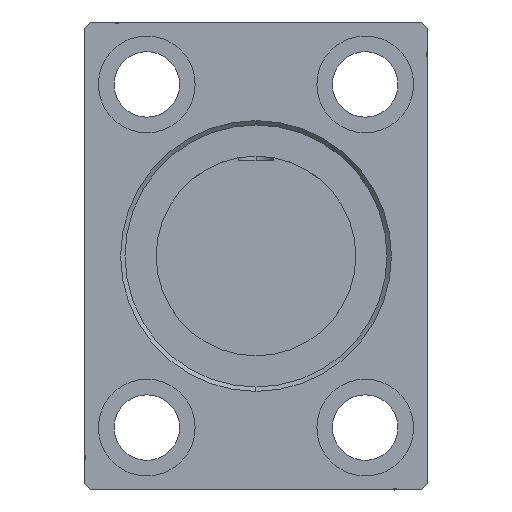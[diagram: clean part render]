
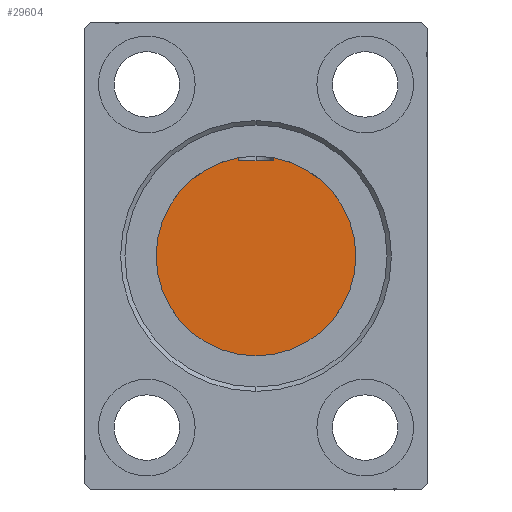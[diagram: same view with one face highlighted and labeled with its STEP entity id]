
A CAD part, left-side view. The second image highlights one B-rep face of the part: STEP entity #29604.
In plain terms, the highlighted planar face has unit normal (-1, 0, 0).
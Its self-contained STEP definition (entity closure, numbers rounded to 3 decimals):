
#251 = CARTESIAN_POINT ( 'NONE',  ( 151.2, 2.743, 15.24 ) ) ;
#1339 = DIRECTION ( 'NONE',  ( 0., 0., 1. ) ) ;
#2920 = DIRECTION ( 'NONE',  ( 0., 1., 0. ) ) ;
#3099 = VECTOR ( 'NONE', #20974, 1000. ) ;
#4608 = CARTESIAN_POINT ( 'NONE',  ( 151.2, -2.743, 15.24 ) ) ;
#5129 = EDGE_CURVE ( 'NONE', #28133, #34637, #7994, .T. ) ;
#6196 = ORIENTED_EDGE ( 'NONE', *, *, #22361, .T. ) ;
#6388 = VERTEX_POINT ( 'NONE', #25424 ) ;
#7447 = AXIS2_PLACEMENT_3D ( 'NONE', #42295, #23546, #36476 ) ;
#7929 = CARTESIAN_POINT ( 'NONE',  ( 151.2, 2.743, 15.763 ) ) ;
#7994 = CIRCLE ( 'NONE', #32067, 16. ) ;
#8726 = CIRCLE ( 'NONE', #7447, 16. ) ;
#11225 = PLANE ( 'NONE',  #33457 ) ;
#11650 = ORIENTED_EDGE ( 'NONE', *, *, #5129, .T. ) ;
#11694 = EDGE_CURVE ( 'NONE', #17092, #28133, #8726, .T. ) ;
#13419 = DIRECTION ( 'NONE',  ( 0., 0., -1. ) ) ;
#14287 = CARTESIAN_POINT ( 'NONE',  ( 151.2, 0., 0. ) ) ;
#17092 = VERTEX_POINT ( 'NONE', #7929 ) ;
#18141 = DIRECTION ( 'NONE',  ( -1., 0., 0. ) ) ;
#20974 = DIRECTION ( 'NONE',  ( 0., 0., 1. ) ) ;
#22361 = EDGE_CURVE ( 'NONE', #6388, #42200, #33292, .T. ) ;
#23509 = DIRECTION ( 'NONE',  ( -1., 0., 0. ) ) ;
#23546 = DIRECTION ( 'NONE',  ( -1., 0., 0. ) ) ;
#23788 = LINE ( 'NONE', #4608, #3099 ) ;
#24358 = DIRECTION ( 'NONE',  ( 0., 0., 1. ) ) ;
#24855 = ORIENTED_EDGE ( 'NONE', *, *, #11694, .T. ) ;
#25424 = CARTESIAN_POINT ( 'NONE',  ( 151.2, -2.743, 15.24 ) ) ;
#25761 = EDGE_CURVE ( 'NONE', #6388, #34637, #23788, .T. ) ;
#28133 = VERTEX_POINT ( 'NONE', #34461 ) ;
#29604 = ADVANCED_FACE ( 'NONE', ( #37494 ), #11225, .T. ) ;
#29779 = LINE ( 'NONE', #251, #42426 ) ;
#29824 = CARTESIAN_POINT ( 'NONE',  ( 151.2, -2.743, 15.763 ) ) ;
#30033 = EDGE_LOOP ( 'NONE', ( #36861, #6196, #40809, #24855, #11650 ) ) ;
#31253 = EDGE_CURVE ( 'NONE', #17092, #42200, #29779, .T. ) ;
#31919 = VECTOR ( 'NONE', #2920, 1000. ) ;
#32008 = CARTESIAN_POINT ( 'NONE',  ( 151.2, 2.743, 15.24 ) ) ;
#32067 = AXIS2_PLACEMENT_3D ( 'NONE', #14287, #18141, #1339 ) ;
#32659 = CARTESIAN_POINT ( 'NONE',  ( 151.2, 0., 15.24 ) ) ;
#33292 = LINE ( 'NONE', #32659, #31919 ) ;
#33457 = AXIS2_PLACEMENT_3D ( 'NONE', #34050, #23509, #24358 ) ;
#34050 = CARTESIAN_POINT ( 'NONE',  ( 151.2, 0., 0. ) ) ;
#34461 = CARTESIAN_POINT ( 'NONE',  ( 151.2, 0., -16. ) ) ;
#34637 = VERTEX_POINT ( 'NONE', #29824 ) ;
#36476 = DIRECTION ( 'NONE',  ( 0., 0., 1. ) ) ;
#36861 = ORIENTED_EDGE ( 'NONE', *, *, #25761, .F. ) ;
#37494 = FACE_OUTER_BOUND ( 'NONE', #30033, .T. ) ;
#40809 = ORIENTED_EDGE ( 'NONE', *, *, #31253, .F. ) ;
#42200 = VERTEX_POINT ( 'NONE', #32008 ) ;
#42295 = CARTESIAN_POINT ( 'NONE',  ( 151.2, 0., 0. ) ) ;
#42426 = VECTOR ( 'NONE', #13419, 1000. ) ;
